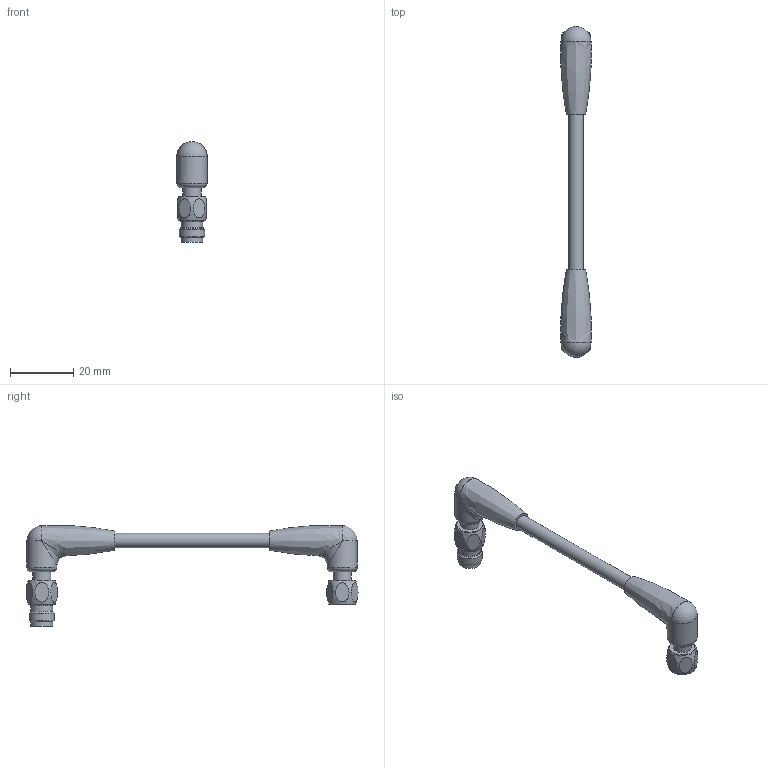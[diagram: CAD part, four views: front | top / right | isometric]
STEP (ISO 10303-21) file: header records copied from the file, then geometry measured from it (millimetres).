
FILE_DESCRIPTION(/* description */ (''),/* implementation_level */ '2;1');
FILE_NAME(/* name */ '8058605_Verbindungsleitung.stp',/* time_stamp */ '2016-05-20T13:02:44+02:00',/* author */ (''),/* organization */ (''),/* preprocessor_version */ 'ST-DEVELOPER v16',/* originating_system */ 'SIEMENS PLM Software NX 10.0',/* authorisation */ '');
FILE_SCHEMA (('AUTOMOTIVE_DESIGN { 1 0 10303 214 3 1 1 1 }'));
Length unit declared in the file: millimetre
Products named in the file (1): t.he06240E7Egjt2
Bounding box: 9.67 x 104.94 x 31.85 mm (x, y, z)
Volume: 6140.3 mm3; surface area: 3822.2 mm2
Topology: 1 solids, 1 shells, 68 faces, 136 edges, 91 vertices
Faces by surface type: plane 26, cylinder 17, torus 11, bspline 6, sphere 5, cone 3
Full cylindrical faces by diameter (mm): 1 x3, 1.1 x3, 4.6 x1, 5.7 x3, 5.8 x1, 6.9 x2, 7.2 x1, 8 x1, 9.5 x2
Entity records: 1993 total; most frequent: CARTESIAN_POINT 833, DIRECTION 244, ORIENTED_EDGE 146, EDGE_LOOP 128, AXIS2_PLACEMENT_3D 122, FACE_BOUND 104, EDGE_CURVE 73, ADVANCED_FACE 68
